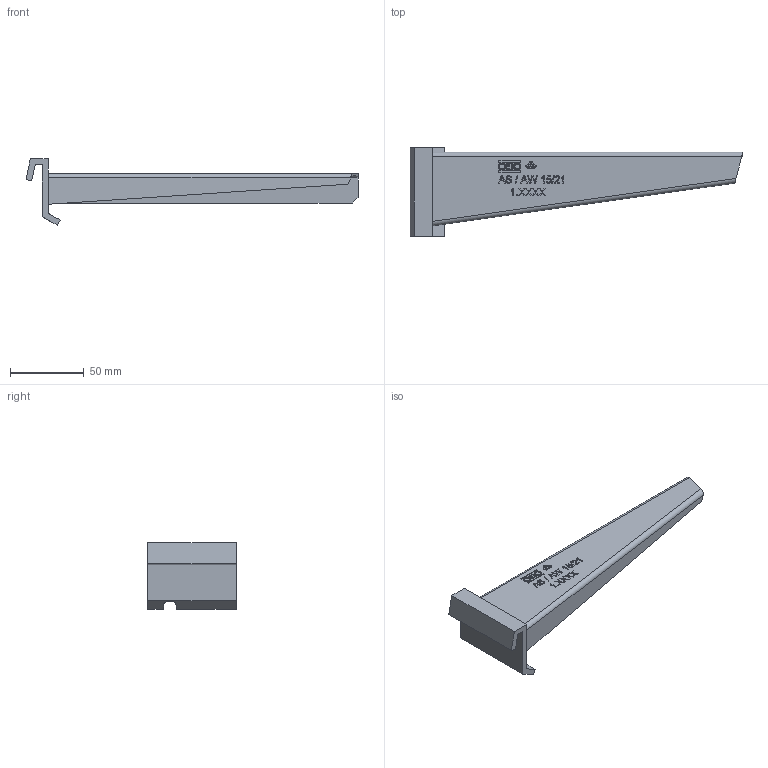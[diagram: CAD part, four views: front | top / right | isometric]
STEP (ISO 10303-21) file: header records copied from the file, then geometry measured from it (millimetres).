
FILE_DESCRIPTION((''),'2;1');
FILE_NAME('6421350_ASM','2013-04-29T',('AndreasKeweloh'),(''),'PRO/ENGINEER BY PARAMETRIC TECHNOLOGY CORPORATION, 2012360','PRO/ENGINEER BY PARAMETRIC TECHNOLOGY CORPORATION, 2012360','');
FILE_SCHEMA(('CONFIG_CONTROL_DESIGN'));
Length unit declared in the file: millimetre
Products named in the file (3): 6421350_KLEMMS; 6421350_AUSL; 6421350_ASM
Assembly tree (2 placements, depth 2):
  6421350_ASM
    6421350_KLEMMS
    6421350_AUSL
Bounding box: 225.05 x 60 x 45 mm (x, y, z)
Volume: 35945.1 mm3; surface area: 36806.8 mm2
Topology: 2 solids, 2 shells, 363 faces, 962 edges, 637 vertices
Faces by surface type: plane 248, extrusion 73, cylinder 39, bspline 3
Entity records: 13627 total; most frequent: CARTESIAN_POINT 4757, ORIENTED_EDGE 1924, DIRECTION 1541, EDGE_CURVE 962, VECTOR 801, LINE 728, VERTEX_POINT 637, EDGE_LOOP 397
